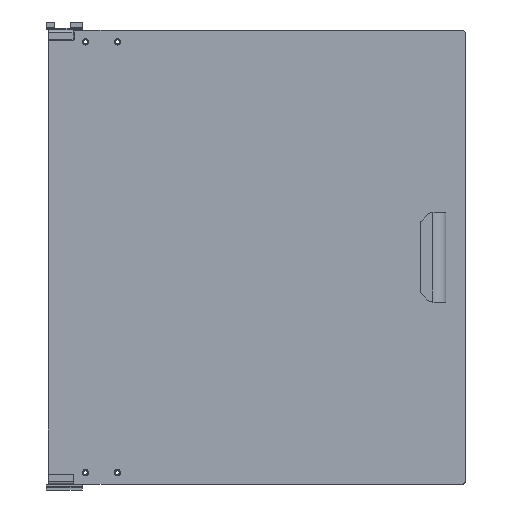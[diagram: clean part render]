
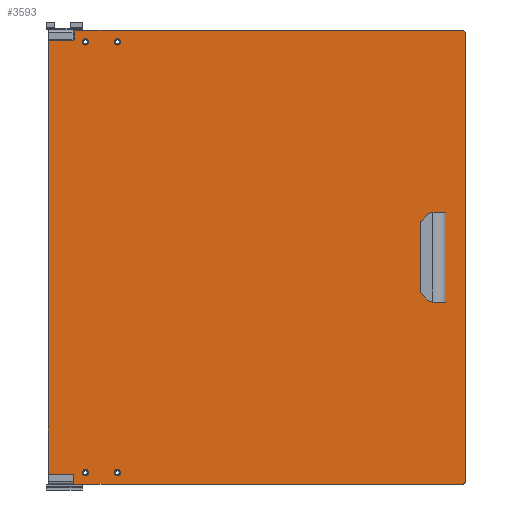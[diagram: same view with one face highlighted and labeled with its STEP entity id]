
A CAD part, front view. The second image highlights one B-rep face of the part: STEP entity #3593.
In plain terms, the highlighted planar face has unit normal (0, -1, 0).
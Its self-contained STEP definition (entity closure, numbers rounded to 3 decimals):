
#127=FACE_BOUND('',#656,.T.);
#128=FACE_BOUND('',#657,.T.);
#129=FACE_BOUND('',#658,.T.);
#130=FACE_BOUND('',#659,.T.);
#131=FACE_BOUND('',#660,.T.);
#132=FACE_BOUND('',#661,.T.);
#250=PLANE('',#3986);
#427=FACE_OUTER_BOUND('',#655,.T.);
#655=EDGE_LOOP('',(#3149,#3150,#3151,#3152,#3153,#3154,#3155,#3156,#3157,
#3158,#3159,#3160));
#656=EDGE_LOOP('',(#3161));
#657=EDGE_LOOP('',(#3162));
#658=EDGE_LOOP('',(#3163));
#659=EDGE_LOOP('',(#3164));
#660=EDGE_LOOP('',(#3165));
#661=EDGE_LOOP('',(#3166));
#989=LINE('',#6083,#1337);
#992=LINE('',#6089,#1340);
#993=LINE('',#6091,#1341);
#994=LINE('',#6095,#1342);
#995=LINE('',#6097,#1343);
#996=LINE('',#6099,#1344);
#997=LINE('',#6103,#1345);
#998=LINE('',#6105,#1346);
#1337=VECTOR('',#4892,10.);
#1340=VECTOR('',#4897,10.);
#1341=VECTOR('',#4898,10.);
#1342=VECTOR('',#4901,10.);
#1343=VECTOR('',#4902,10.);
#1344=VECTOR('',#4903,10.);
#1345=VECTOR('',#4906,10.);
#1346=VECTOR('',#4907,10.);
#1518=CIRCLE('',#3984,3.);
#1519=CIRCLE('',#3987,1.);
#1520=CIRCLE('',#3988,1.);
#1521=CIRCLE('',#3989,3.);
#1522=CIRCLE('',#3990,2.5);
#1523=CIRCLE('',#3991,2.5);
#1524=CIRCLE('',#3992,2.5);
#1525=CIRCLE('',#3993,2.5);
#1526=CIRCLE('',#3994,2.5);
#1527=CIRCLE('',#3995,2.5);
#1807=VERTEX_POINT('',#6076);
#1808=VERTEX_POINT('',#6078);
#1809=VERTEX_POINT('',#6082);
#1811=VERTEX_POINT('',#6088);
#1812=VERTEX_POINT('',#6090);
#1813=VERTEX_POINT('',#6092);
#1814=VERTEX_POINT('',#6094);
#1815=VERTEX_POINT('',#6096);
#1816=VERTEX_POINT('',#6098);
#1817=VERTEX_POINT('',#6100);
#1818=VERTEX_POINT('',#6102);
#1819=VERTEX_POINT('',#6104);
#1820=VERTEX_POINT('',#6107);
#1821=VERTEX_POINT('',#6109);
#1822=VERTEX_POINT('',#6111);
#1823=VERTEX_POINT('',#6113);
#1824=VERTEX_POINT('',#6115);
#1825=VERTEX_POINT('',#6117);
#2265=EDGE_CURVE('',#1807,#1808,#1518,.T.);
#2267=EDGE_CURVE('',#1808,#1809,#989,.T.);
#2270=EDGE_CURVE('',#1811,#1807,#992,.T.);
#2271=EDGE_CURVE('',#1811,#1812,#993,.T.);
#2272=EDGE_CURVE('',#1813,#1812,#1519,.T.);
#2273=EDGE_CURVE('',#1813,#1814,#994,.T.);
#2274=EDGE_CURVE('',#1815,#1814,#995,.T.);
#2275=EDGE_CURVE('',#1815,#1816,#996,.T.);
#2276=EDGE_CURVE('',#1817,#1816,#1520,.T.);
#2277=EDGE_CURVE('',#1817,#1818,#997,.T.);
#2278=EDGE_CURVE('',#1818,#1819,#998,.T.);
#2279=EDGE_CURVE('',#1809,#1819,#1521,.T.);
#2280=EDGE_CURVE('',#1820,#1820,#1522,.T.);
#2281=EDGE_CURVE('',#1821,#1821,#1523,.T.);
#2282=EDGE_CURVE('',#1822,#1822,#1524,.T.);
#2283=EDGE_CURVE('',#1823,#1823,#1525,.T.);
#2284=EDGE_CURVE('',#1824,#1824,#1526,.T.);
#2285=EDGE_CURVE('',#1825,#1825,#1527,.T.);
#3149=ORIENTED_EDGE('',*,*,#2265,.F.);
#3150=ORIENTED_EDGE('',*,*,#2270,.F.);
#3151=ORIENTED_EDGE('',*,*,#2271,.T.);
#3152=ORIENTED_EDGE('',*,*,#2272,.F.);
#3153=ORIENTED_EDGE('',*,*,#2273,.T.);
#3154=ORIENTED_EDGE('',*,*,#2274,.F.);
#3155=ORIENTED_EDGE('',*,*,#2275,.T.);
#3156=ORIENTED_EDGE('',*,*,#2276,.F.);
#3157=ORIENTED_EDGE('',*,*,#2277,.T.);
#3158=ORIENTED_EDGE('',*,*,#2278,.T.);
#3159=ORIENTED_EDGE('',*,*,#2279,.F.);
#3160=ORIENTED_EDGE('',*,*,#2267,.F.);
#3161=ORIENTED_EDGE('',*,*,#2280,.T.);
#3162=ORIENTED_EDGE('',*,*,#2281,.T.);
#3163=ORIENTED_EDGE('',*,*,#2282,.T.);
#3164=ORIENTED_EDGE('',*,*,#2283,.T.);
#3165=ORIENTED_EDGE('',*,*,#2284,.T.);
#3166=ORIENTED_EDGE('',*,*,#2285,.T.);
#3593=ADVANCED_FACE('',(#427,#127,#128,#129,#130,#131,#132),#250,.T.);
#3984=AXIS2_PLACEMENT_3D('',#6079,#4887,#4888);
#3986=AXIS2_PLACEMENT_3D('',#6087,#4895,#4896);
#3987=AXIS2_PLACEMENT_3D('',#6093,#4899,#4900);
#3988=AXIS2_PLACEMENT_3D('',#6101,#4904,#4905);
#3989=AXIS2_PLACEMENT_3D('',#6106,#4908,#4909);
#3990=AXIS2_PLACEMENT_3D('',#6108,#4910,#4911);
#3991=AXIS2_PLACEMENT_3D('',#6110,#4912,#4913);
#3992=AXIS2_PLACEMENT_3D('',#6112,#4914,#4915);
#3993=AXIS2_PLACEMENT_3D('',#6114,#4916,#4917);
#3994=AXIS2_PLACEMENT_3D('',#6116,#4918,#4919);
#3995=AXIS2_PLACEMENT_3D('',#6118,#4920,#4921);
#4887=DIRECTION('center_axis',(0.,1.,0.));
#4888=DIRECTION('ref_axis',(0.707,0.,0.707));
#4892=DIRECTION('',(0.,0.,-1.));
#4895=DIRECTION('center_axis',(0.,-1.,0.));
#4896=DIRECTION('ref_axis',(1.,0.,0.));
#4897=DIRECTION('',(1.,0.,0.));
#4898=DIRECTION('',(0.,0.,-1.));
#4899=DIRECTION('center_axis',(0.,-1.,0.));
#4900=DIRECTION('ref_axis',(0.707,0.,-0.707));
#4901=DIRECTION('',(-1.,0.,0.));
#4902=DIRECTION('',(0.,0.,1.));
#4903=DIRECTION('',(1.,0.,0.));
#4904=DIRECTION('center_axis',(0.,-1.,0.));
#4905=DIRECTION('ref_axis',(0.707,0.,0.707));
#4906=DIRECTION('',(0.,0.,-1.));
#4907=DIRECTION('',(1.,0.,0.));
#4908=DIRECTION('center_axis',(0.,1.,0.));
#4909=DIRECTION('ref_axis',(0.707,0.,-0.707));
#4910=DIRECTION('center_axis',(0.,1.,0.));
#4911=DIRECTION('ref_axis',(1.,0.,0.));
#4912=DIRECTION('center_axis',(0.,1.,0.));
#4913=DIRECTION('ref_axis',(1.,0.,0.));
#4914=DIRECTION('center_axis',(0.,1.,0.));
#4915=DIRECTION('ref_axis',(1.,0.,0.));
#4916=DIRECTION('center_axis',(0.,1.,0.));
#4917=DIRECTION('ref_axis',(1.,0.,0.));
#4918=DIRECTION('center_axis',(0.,1.,0.));
#4919=DIRECTION('ref_axis',(1.,0.,0.));
#4920=DIRECTION('center_axis',(0.,1.,0.));
#4921=DIRECTION('ref_axis',(1.,0.,0.));
#6076=CARTESIAN_POINT('',(-12.75,-20.,383.75));
#6078=CARTESIAN_POINT('',(-9.75,-20.,380.75));
#6079=CARTESIAN_POINT('Origin',(-12.75,-20.,380.75));
#6082=CARTESIAN_POINT('',(-9.75,-20.,31.75));
#6083=CARTESIAN_POINT('',(-9.75,-20.,287.5));
#6087=CARTESIAN_POINT('Origin',(-171.,-20.,192.5));
#6088=CARTESIAN_POINT('',(-316.,-20.,383.75));
#6089=CARTESIAN_POINT('',(-251.,-20.,383.75));
#6090=CARTESIAN_POINT('',(-316.,-20.,376.75));
#6091=CARTESIAN_POINT('',(-316.,-20.,288.125));
#6092=CARTESIAN_POINT('',(-317.,-20.,375.75));
#6093=CARTESIAN_POINT('Origin',(-317.,-20.,376.75));
#6094=CARTESIAN_POINT('',(-336.,-20.,375.75));
#6095=CARTESIAN_POINT('',(-243.5,-20.,375.75));
#6096=CARTESIAN_POINT('',(-336.,-20.,36.75));
#6097=CARTESIAN_POINT('',(-336.,-20.,97.5));
#6098=CARTESIAN_POINT('',(-317.,-20.,36.75));
#6099=CARTESIAN_POINT('',(-253.5,-20.,36.75));
#6100=CARTESIAN_POINT('',(-316.,-20.,35.75));
#6101=CARTESIAN_POINT('Origin',(-317.,-20.,35.75));
#6102=CARTESIAN_POINT('',(-316.,-20.,28.75));
#6103=CARTESIAN_POINT('',(-316.,-20.,114.125));
#6104=CARTESIAN_POINT('',(-12.75,-20.,28.75));
#6105=CARTESIAN_POINT('',(-91.,-20.,28.75));
#6106=CARTESIAN_POINT('Origin',(-12.75,-20.,31.75));
#6107=CARTESIAN_POINT('',(-309.5,-20.,37.775));
#6108=CARTESIAN_POINT('Origin',(-307.,-20.,37.775));
#6109=CARTESIAN_POINT('',(-284.429,-20.,374.778));
#6110=CARTESIAN_POINT('Origin',(-281.929,-20.,374.778));
#6111=CARTESIAN_POINT('',(-284.5,-20.,37.775));
#6112=CARTESIAN_POINT('Origin',(-282.,-20.,37.775));
#6113=CARTESIAN_POINT('',(-309.429,-20.,374.778));
#6114=CARTESIAN_POINT('Origin',(-306.929,-20.,374.778));
#6115=CARTESIAN_POINT('',(-34.75,-20.,191.25));
#6116=CARTESIAN_POINT('Origin',(-32.25,-20.,191.25));
#6117=CARTESIAN_POINT('',(-34.75,-20.,221.25));
#6118=CARTESIAN_POINT('Origin',(-32.25,-20.,221.25));
